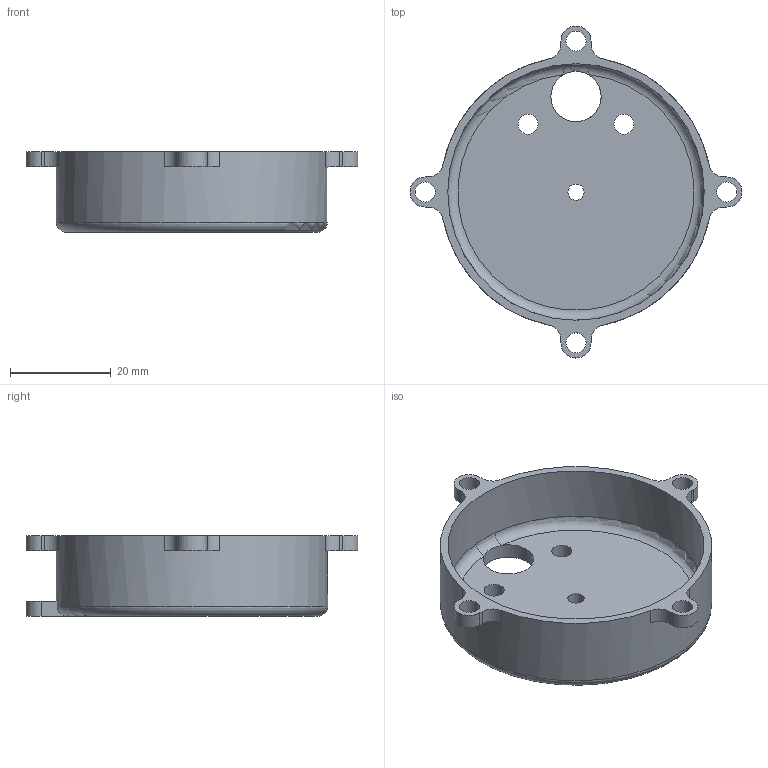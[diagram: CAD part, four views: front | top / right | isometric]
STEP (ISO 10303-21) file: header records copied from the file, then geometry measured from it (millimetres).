
FILE_DESCRIPTION(('STEP AP242'), '1');
FILE_NAME('itemPumpHousingTop', '', ('UNSPECIFIED'), ('UNSPECIFIED'), 'C3D Converter', 'C3D Toolkit', '');
FILE_SCHEMA(('AP242_MANAGED_MODEL_BASED_3D_ENGINEERING_MIM_LF { 1 0 10303 442 1 1 4 }'));
Length unit declared in the file: millimetre
Bounding box: 66 x 66 x 16 mm (x, y, z)
Volume: 10077.7 mm3; surface area: 9607.3 mm2
Topology: 1 solids, 1 shells, 45 faces, 127 edges, 84 vertices
Faces by surface type: cylinder 24, plane 18, torus 2, bspline 1
Full cylindrical faces by diameter (mm): 3.2 x1, 4 x7, 10 x1, 51 x1, 54 x1
Entity records: 1668 total; most frequent: CARTESIAN_POINT 417, DIRECTION 268, ORIENTED_EDGE 232, EDGE_CURVE 116, AXIS2_PLACEMENT_3D 110, VERTEX_POINT 84, EDGE_LOOP 74, CIRCLE 65
